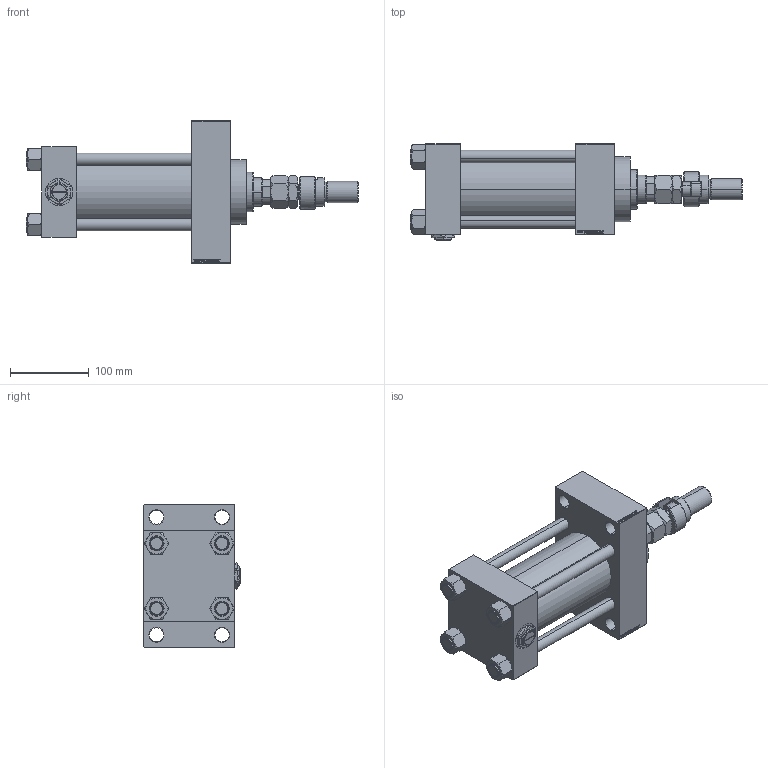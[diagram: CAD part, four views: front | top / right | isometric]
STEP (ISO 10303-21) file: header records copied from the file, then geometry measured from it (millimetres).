
FILE_DESCRIPTION (( 'STEP AP203' ), '1' );
FILE_NAME ('65ce.STEP', '2023-08-23T12:31:22', ( '' ), ( '' ), 'SwSTEP 2.0', 'SolidWorks 2019', '' );
FILE_SCHEMA (( 'CONFIG_CONTROL_DESIGN' ));
Length unit declared in the file: millimetre
Products named in the file (10): FEMALE_PART_FOR_DFA 198bcb1bceebba2e313da2958e287369; NUT_M5_D 198bcb1bceebba2e313da2958e287369; DFA 198bcb1bceebba2e313da2958e287369; V215CR_D_Body 198bcb1bceebba2e313da2958e287369; V215_VC_A 198bcb1bceebba2e313da2958e287369; V215CR_VCP_D 198bcb1bceebba2e313da2958e287369; MFA 198bcb1bceebba2e313da2958e287369; V215CR_D_TYCINKA 198bcb1bceebba2e313da2958e287369; Zatka_pro_OIL_PORT 198bcb1bceebba2e313da2958e287369; 65ce
Assembly tree (15 placements, depth 3):
  65ce
    V215CR_D_Body 198bcb1bceebba2e313da2958e287369
    V215CR_VCP_D 198bcb1bceebba2e313da2958e287369
    NUT_M5_D 198bcb1bceebba2e313da2958e287369  x4
    V215CR_D_TYCINKA 198bcb1bceebba2e313da2958e287369  x4
    V215_VC_A 198bcb1bceebba2e313da2958e287369
    DFA 198bcb1bceebba2e313da2958e287369
      FEMALE_PART_FOR_DFA 198bcb1bceebba2e313da2958e287369
      MFA 198bcb1bceebba2e313da2958e287369
    Zatka_pro_OIL_PORT 198bcb1bceebba2e313da2958e287369
Bounding box: 420.5 x 122 x 180 mm (x, y, z)
Volume: 2300335.4 mm3; surface area: 385661.9 mm2
Topology: 14 solids, 14 shells, 1290 faces, 3204 edges, 2059 vertices
Faces by surface type: plane 597, bspline 368, cone 204, cylinder 109, torus 12
Entity records: 52327 total; most frequent: CARTESIAN_POINT 26498, ORIENTED_EDGE 5672, DIRECTION 3874, EDGE_CURVE 2836, VERTEX_POINT 1837, LINE 1622, VECTOR 1622, EDGE_LOOP 1273
